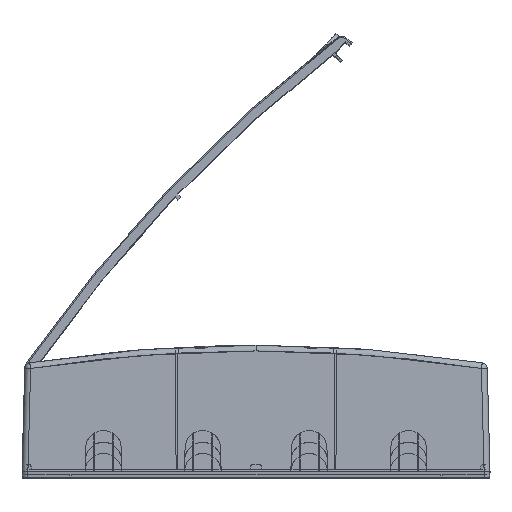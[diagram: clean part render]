
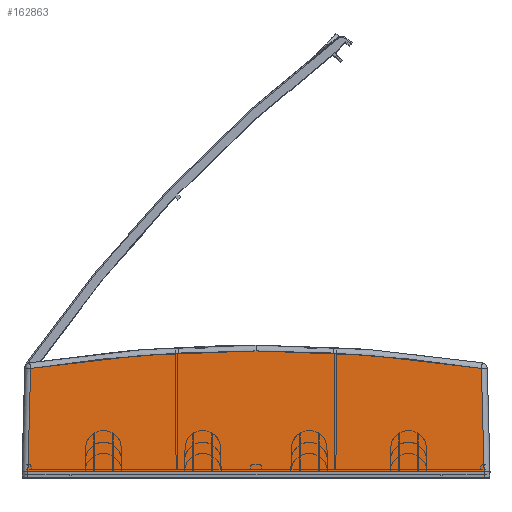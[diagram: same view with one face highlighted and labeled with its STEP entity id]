
A CAD part, top view. The second image highlights one B-rep face of the part: STEP entity #162863.
In plain terms, the highlighted planar face has unit normal (0, 0.026, 1).
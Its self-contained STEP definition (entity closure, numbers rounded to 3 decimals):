
#467 = CARTESIAN_POINT ( 'NONE',  ( 0., 102.231, 260.123 ) ) ;
#3924 = ORIENTED_EDGE ( 'NONE', *, *, #111683, .F. ) ;
#5446 = EDGE_CURVE ( 'NONE', #5950, #147156, #133688, .T. ) ;
#5950 = VERTEX_POINT ( 'NONE', #75791 ) ;
#14039 = CARTESIAN_POINT ( 'NONE',  ( 0., 102.231, 260.123 ) ) ;
#15947 = EDGE_LOOP ( 'NONE', ( #84926, #3924, #28772, #101595, #113950 ) ) ;
#19829 = CARTESIAN_POINT ( 'NONE',  ( -127.524, 97.275, 260.253 ) ) ;
#22671 = CARTESIAN_POINT ( 'NONE',  ( 192.902, 0., 262.8 ) ) ;
#24092 = VERTEX_POINT ( 'NONE', #22671 ) ;
#26007 = DIRECTION ( 'NONE',  ( 0.026, 0.999, -0.026 ) ) ;
#26819 = CARTESIAN_POINT ( 'NONE',  ( 127.524, 97.275, 260.253 ) ) ;
#28772 = ORIENTED_EDGE ( 'NONE', *, *, #89495, .F. ) ;
#32609 = CARTESIAN_POINT ( 'NONE',  ( -63.858, 102.231, 260.123 ) ) ;
#33305 = LINE ( 'NONE', #98527, #92905 ) ;
#33832 = VECTOR ( 'NONE', #144752, 1000. ) ;
#38710 = EDGE_CURVE ( 'NONE', #5950, #24092, #33305, .T. ) ;
#52379 =( BOUNDED_CURVE ( )  B_SPLINE_CURVE ( 3, ( #14039, #102899, #26819, #115799 ),
 .UNSPECIFIED., .F., .T. ) 
 B_SPLINE_CURVE_WITH_KNOTS ( ( 4, 4 ),
 ( 0., 0.155 ),
 .UNSPECIFIED. ) 
 CURVE ( )  GEOMETRIC_REPRESENTATION_ITEM ( )  RATIONAL_B_SPLINE_CURVE ( ( 1., 0.998, 0.998, 1. ) ) 
 REPRESENTATION_ITEM ( '' )  );
#55251 = CARTESIAN_POINT ( 'NONE',  ( 190.508, 91.419, 260.406 ) ) ;
#61973 = VECTOR ( 'NONE', #26007, 1000. ) ;
#63733 = CARTESIAN_POINT ( 'NONE',  ( 0., 0., 262.8 ) ) ;
#75791 = CARTESIAN_POINT ( 'NONE',  ( -192.902, 0., 262.8 ) ) ;
#76032 = CARTESIAN_POINT ( 'NONE',  ( 190.613, 87.393, 260.512 ) ) ;
#76528 = DIRECTION ( 'NONE',  ( 0., 1., -0.026 ) ) ;
#84926 = ORIENTED_EDGE ( 'NONE', *, *, #128698, .T. ) ;
#89495 = EDGE_CURVE ( 'NONE', #147156, #140681, #106614, .T. ) ;
#92905 = VECTOR ( 'NONE', #136955, 1000. ) ;
#98527 = CARTESIAN_POINT ( 'NONE',  ( 0., 0., 262.8 ) ) ;
#101361 = LINE ( 'NONE', #55251, #33832 ) ;
#101595 = ORIENTED_EDGE ( 'NONE', *, *, #5446, .F. ) ;
#102112 = CARTESIAN_POINT ( 'NONE',  ( -190.508, 91.419, 260.406 ) ) ;
#102724 = FACE_OUTER_BOUND ( 'NONE', #15947, .T. ) ;
#102899 = CARTESIAN_POINT ( 'NONE',  ( 63.858, 102.231, 260.123 ) ) ;
#106614 =( BOUNDED_CURVE ( )  B_SPLINE_CURVE ( 3, ( #108741, #19829, #32609, #121595 ),
 .UNSPECIFIED., .F., .F. ) 
 B_SPLINE_CURVE_WITH_KNOTS ( ( 4, 4 ),
 ( 6.128, 6.283 ),
 .UNSPECIFIED. ) 
 CURVE ( )  GEOMETRIC_REPRESENTATION_ITEM ( )  RATIONAL_B_SPLINE_CURVE ( ( 1., 0.998, 0.998, 1. ) ) 
 REPRESENTATION_ITEM ( '' )  );
#107566 = CARTESIAN_POINT ( 'NONE',  ( -190.613, 87.393, 260.512 ) ) ;
#108741 = CARTESIAN_POINT ( 'NONE',  ( -190.613, 87.393, 260.512 ) ) ;
#111683 = EDGE_CURVE ( 'NONE', #140681, #112111, #52379, .T. ) ;
#112111 = VERTEX_POINT ( 'NONE', #76032 ) ;
#113950 = ORIENTED_EDGE ( 'NONE', *, *, #38710, .T. ) ;
#115799 = CARTESIAN_POINT ( 'NONE',  ( 190.613, 87.393, 260.512 ) ) ;
#121595 = CARTESIAN_POINT ( 'NONE',  ( 0., 102.231, 260.123 ) ) ;
#128698 = EDGE_CURVE ( 'NONE', #24092, #112111, #101361, .T. ) ;
#133688 = LINE ( 'NONE', #102112, #61973 ) ;
#136955 = DIRECTION ( 'NONE',  ( 1., 0., 0. ) ) ;
#139954 = PLANE ( 'NONE',  #161615 ) ;
#140681 = VERTEX_POINT ( 'NONE', #467 ) ;
#144752 = DIRECTION ( 'NONE',  ( -0.026, 0.999, -0.026 ) ) ;
#147156 = VERTEX_POINT ( 'NONE', #107566 ) ;
#152689 = DIRECTION ( 'NONE',  ( 0., 0.026, 1. ) ) ;
#161615 = AXIS2_PLACEMENT_3D ( 'NONE', #63733, #152689, #76528 ) ;
#162863 = ADVANCED_FACE ( 'NONE', ( #102724 ), #139954, .T. ) ;
